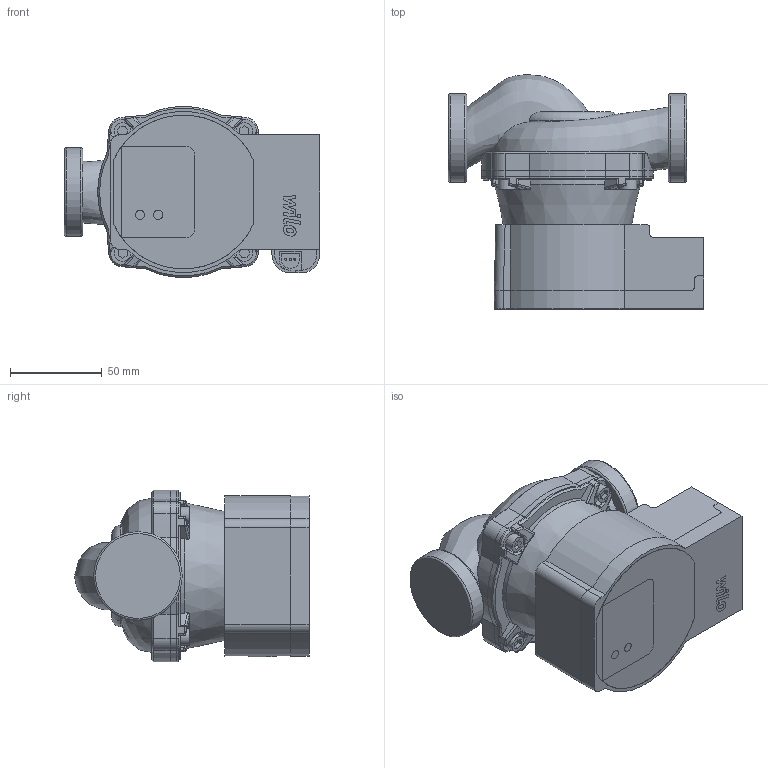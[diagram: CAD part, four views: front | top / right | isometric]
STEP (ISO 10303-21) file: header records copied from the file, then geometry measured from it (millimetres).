
FILE_DESCRIPTION(/* description */ (''),/* implementation_level */ '2;1');
FILE_NAME(/* name */ '3d_VARIOSPICO25_1-7-130-4215541.stp',/* time_stamp */ '2017-11-06T15:19:41+01:00',/* author */ ('Andrzej'),/* organization */ (''),/* preprocessor_version */ 'ST-DEVELOPER v16.13',/* originating_system */ 'AutoCAD Mechanical',/* authorisation */ '');
FILE_SCHEMA (('AUTOMOTIVE_DESIGN { 1 0 10303 214 3 1 1 }'));
Length unit declared in the file: millimetre
Products named in the file (1): Product
Bounding box: 139.3 x 128.12 x 93.5 mm (x, y, z)
Volume: 811812.7 mm3; surface area: 119910.2 mm2
Topology: 13 solids, 13 shells, 416 faces, 1092 edges, 701 vertices
Faces by surface type: plane 171, cylinder 106, bspline 67, cone 51, sphere 16, torus 5
Full cylindrical faces by diameter (mm): 1.2 x3, 5 x4, 9 x4, 48.3 x2, 70 x1
Entity records: 18244 total; most frequent: CARTESIAN_POINT 8395, ORIENTED_EDGE 2116, DIRECTION 1899, EDGE_CURVE 1056, VERTEX_POINT 700, AXIS2_PLACEMENT_3D 694, LINE 511, VECTOR 511
